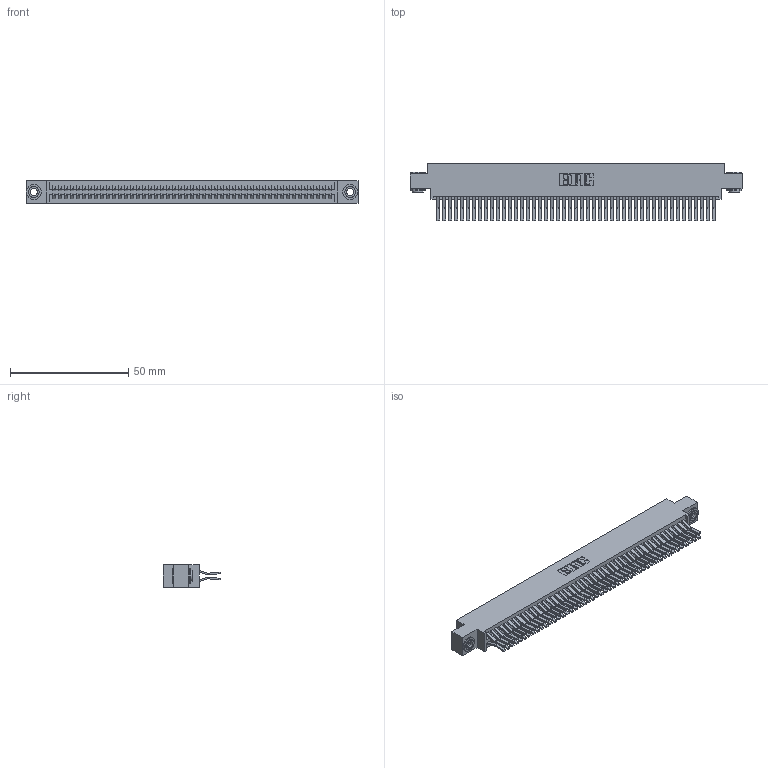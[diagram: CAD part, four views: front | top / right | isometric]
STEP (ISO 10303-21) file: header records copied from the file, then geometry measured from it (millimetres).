
FILE_DESCRIPTION (( 'STEP AP203' ), '1' );
FILE_NAME ('395-094-560-803.STEP', '2018-11-29T14:32:01', ( '' ), ( '' ), 'SwSTEP 2.0', 'SolidWorks 2016', '' );
FILE_SCHEMA (( 'CONFIG_CONTROL_DESIGN' ));
Length unit declared in the file: inch
Products named in the file (4): 345-292-001_560 Tail; 395-094-560-803; 345-250-002_345-250-002-102; 345 Part_0.170 Offset - 0.156 Dia-TH
Assembly tree (97 placements, depth 2):
  395-094-560-803
    345 Part_0.170 Offset - 0.156 Dia-TH
    345-292-001_560 Tail  x94
    345-250-002_345-250-002-102  x2
Bounding box: 140.59 x 24.45 x 9.4 mm (x, y, z)
Volume: 14225.5 mm3; surface area: 23057.5 mm2
Topology: 97 solids, 97 shells, 5056 faces, 14999 edges, 9870 vertices
Faces by surface type: plane 3196, cylinder 1852, cone 8
Entity records: 37074 total; most frequent: CARTESIAN_POINT 6187, ORIENTED_EDGE 6114, DIRECTION 5483, EDGE_CURVE 3057, VECTOR 2709, LINE 2709, VERTEX_POINT 2034, AXIS2_PLACEMENT_3D 1387
